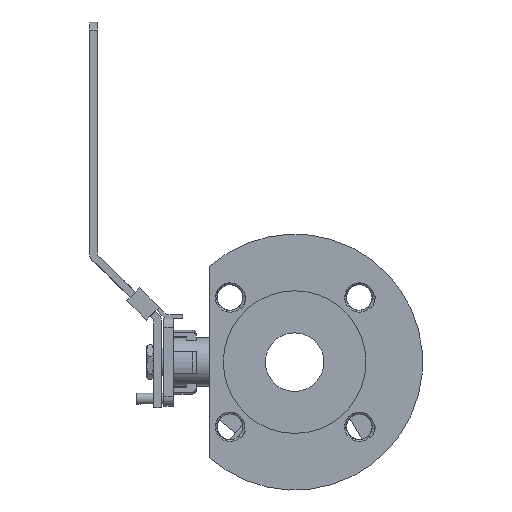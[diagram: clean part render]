
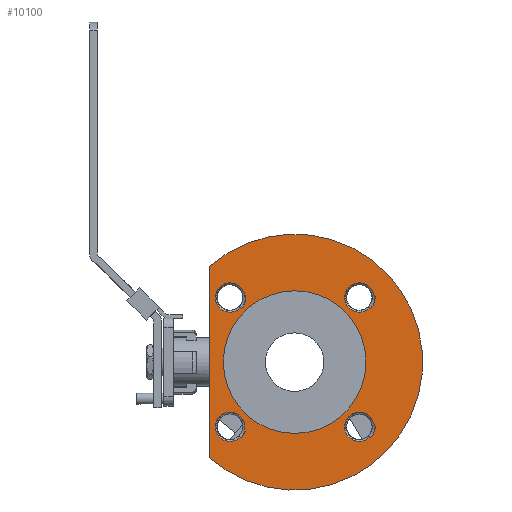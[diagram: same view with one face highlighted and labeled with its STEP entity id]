
A CAD part, left-side view. The second image highlights one B-rep face of the part: STEP entity #10100.
In plain terms, the highlighted planar face has unit normal (-1, 0, 0).
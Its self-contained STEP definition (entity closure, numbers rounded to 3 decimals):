
#818=CIRCLE('',#10665,8.);
#819=CIRCLE('',#10666,8.);
#820=CIRCLE('',#10667,39.);
#821=CIRCLE('',#10668,70.);
#822=CIRCLE('',#10669,8.);
#823=CIRCLE('',#10670,8.);
#1171=B_SPLINE_CURVE_WITH_KNOTS('',3,(#20882,#20883,#20884,#20885,#20886),
 .UNSPECIFIED.,.F.,.F.,(4,1,4),(0.,0.5,1.),.UNSPECIFIED.);
#1179=B_SPLINE_CURVE_WITH_KNOTS('',3,(#23643,#23644,#23645,#23646),
 .UNSPECIFIED.,.F.,.F.,(4,4),(0.,1.),.UNSPECIFIED.);
#1189=B_SPLINE_CURVE_WITH_KNOTS('',3,(#28295,#28296,#28297,#28298),
 .UNSPECIFIED.,.F.,.F.,(4,4),(0.,1.),.UNSPECIFIED.);
#1195=B_SPLINE_CURVE_WITH_KNOTS('',3,(#30226,#30227,#30228,#30229,#30230),
 .UNSPECIFIED.,.F.,.F.,(4,1,4),(0.,0.5,1.),.UNSPECIFIED.);
#1207=B_SPLINE_CURVE_WITH_KNOTS('',3,(#35254,#35255,#35256,#35257,#35258),
 .UNSPECIFIED.,.F.,.F.,(4,1,4),(0.,0.5,1.),.UNSPECIFIED.);
#1215=B_SPLINE_CURVE_WITH_KNOTS('',3,(#38018,#38019,#38020,#38021),
 .UNSPECIFIED.,.F.,.F.,(4,4),(0.,1.),.UNSPECIFIED.);
#1233=B_SPLINE_CURVE_WITH_KNOTS('',3,(#45441,#45442,#45443,#45444,#45445),
 .UNSPECIFIED.,.F.,.F.,(4,1,4),(0.,0.5,1.),.UNSPECIFIED.);
#2200=ORIENTED_EDGE('',*,*,#5136,.F.);
#2201=ORIENTED_EDGE('',*,*,#5093,.T.);
#2202=ORIENTED_EDGE('',*,*,#5434,.T.);
#2203=ORIENTED_EDGE('',*,*,#5094,.F.);
#2204=ORIENTED_EDGE('',*,*,#5322,.F.);
#2205=ORIENTED_EDGE('',*,*,#5279,.T.);
#2206=ORIENTED_EDGE('',*,*,#5435,.T.);
#2207=ORIENTED_EDGE('',*,*,#5280,.F.);
#2208=ORIENTED_EDGE('',*,*,#5436,.F.);
#2209=ORIENTED_EDGE('',*,*,#5437,.T.);
#2210=ORIENTED_EDGE('',*,*,#5438,.T.);
#2211=ORIENTED_EDGE('',*,*,#5415,.F.);
#2212=ORIENTED_EDGE('',*,*,#5375,.T.);
#2213=ORIENTED_EDGE('',*,*,#5439,.T.);
#2214=ORIENTED_EDGE('',*,*,#5187,.F.);
#2215=ORIENTED_EDGE('',*,*,#5186,.T.);
#2216=ORIENTED_EDGE('',*,*,#5440,.T.);
#2217=ORIENTED_EDGE('',*,*,#5211,.F.);
#5093=EDGE_CURVE('',#6733,#6735,#7898,.T.);
#5094=EDGE_CURVE('',#6736,#6737,#1171,.F.);
#5136=EDGE_CURVE('',#6733,#6736,#1179,.F.);
#5186=EDGE_CURVE('',#6820,#6822,#7903,.T.);
#5187=EDGE_CURVE('',#6820,#6823,#1189,.F.);
#5211=EDGE_CURVE('',#6823,#6845,#1195,.F.);
#5279=EDGE_CURVE('',#6907,#6909,#7908,.T.);
#5280=EDGE_CURVE('',#6910,#6911,#1207,.F.);
#5322=EDGE_CURVE('',#6907,#6910,#1215,.F.);
#5375=EDGE_CURVE('',#6996,#6999,#7913,.T.);
#5415=EDGE_CURVE('',#6996,#7038,#1233,.F.);
#5434=EDGE_CURVE('',#6735,#6737,#818,.T.);
#5435=EDGE_CURVE('',#6909,#6911,#819,.T.);
#5436=EDGE_CURVE('',#7048,#7048,#820,.T.);
#5437=EDGE_CURVE('',#7049,#7050,#7915,.T.);
#5438=EDGE_CURVE('',#7050,#7049,#821,.T.);
#5439=EDGE_CURVE('',#6999,#7038,#822,.T.);
#5440=EDGE_CURVE('',#6822,#6845,#823,.T.);
#6733=VERTEX_POINT('',#19873);
#6735=VERTEX_POINT('',#19876);
#6736=VERTEX_POINT('',#20887);
#6737=VERTEX_POINT('',#20888);
#6820=VERTEX_POINT('',#27342);
#6822=VERTEX_POINT('',#27345);
#6823=VERTEX_POINT('',#28299);
#6845=VERTEX_POINT('',#30231);
#6907=VERTEX_POINT('',#34253);
#6909=VERTEX_POINT('',#34256);
#6910=VERTEX_POINT('',#35259);
#6911=VERTEX_POINT('',#35260);
#6996=VERTEX_POINT('',#41787);
#6999=VERTEX_POINT('',#41792);
#7038=VERTEX_POINT('',#45446);
#7048=VERTEX_POINT('',#45577);
#7049=VERTEX_POINT('',#45579);
#7050=VERTEX_POINT('',#45580);
#7898=LINE('',#19877,#8405);
#7903=LINE('',#27346,#8410);
#7908=LINE('',#34257,#8415);
#7913=LINE('',#41793,#8420);
#7915=LINE('',#45578,#8422);
#8405=VECTOR('',#11501,1000.);
#8410=VECTOR('',#11514,1000.);
#8415=VECTOR('',#11527,1000.);
#8420=VECTOR('',#11540,1000.);
#8422=VECTOR('',#11588,1000.);
#8927=EDGE_LOOP('',(#2200,#2201,#2202,#2203));
#8928=EDGE_LOOP('',(#2204,#2205,#2206,#2207));
#8929=EDGE_LOOP('',(#2208));
#8930=EDGE_LOOP('',(#2209,#2210));
#8931=EDGE_LOOP('',(#2211,#2212,#2213));
#8932=EDGE_LOOP('',(#2214,#2215,#2216,#2217));
#9464=FACE_BOUND('',#8927,.T.);
#9465=FACE_BOUND('',#8928,.T.);
#9466=FACE_BOUND('',#8929,.T.);
#9467=FACE_BOUND('',#8930,.T.);
#9468=FACE_BOUND('',#8931,.T.);
#9469=FACE_BOUND('',#8932,.T.);
#9935=PLANE('',#10664);
#10100=ADVANCED_FACE('',(#9464,#9465,#9466,#9467,#9468,#9469),#9935,.T.);
#10664=AXIS2_PLACEMENT_3D('',#45573,#11580,#11581);
#10665=AXIS2_PLACEMENT_3D('',#45574,#11582,#11583);
#10666=AXIS2_PLACEMENT_3D('',#45575,#11584,#11585);
#10667=AXIS2_PLACEMENT_3D('',#45576,#11586,#11587);
#10668=AXIS2_PLACEMENT_3D('',#45581,#11589,#11590);
#10669=AXIS2_PLACEMENT_3D('',#45582,#11591,#11592);
#10670=AXIS2_PLACEMENT_3D('',#45583,#11593,#11594);
#11501=DIRECTION('',(0.,0.707,0.707));
#11514=DIRECTION('',(0.,0.707,0.707));
#11527=DIRECTION('',(0.,0.707,0.707));
#11540=DIRECTION('',(0.,0.707,0.707));
#11580=DIRECTION('',(-1.,0.,0.));
#11581=DIRECTION('',(0.,0.,1.));
#11582=DIRECTION('',(1.,0.,0.));
#11583=DIRECTION('',(0.,0.,1.));
#11584=DIRECTION('',(1.,0.,0.));
#11585=DIRECTION('',(0.,0.,1.));
#11586=DIRECTION('',(-1.,0.,0.));
#11587=DIRECTION('',(0.,0.,1.));
#11588=DIRECTION('',(0.,0.,-1.));
#11589=DIRECTION('',(-1.,0.,0.));
#11590=DIRECTION('',(0.,0.,1.));
#11591=DIRECTION('',(1.,0.,0.));
#11592=DIRECTION('',(0.,0.,1.));
#11593=DIRECTION('',(1.,0.,0.));
#11594=DIRECTION('',(0.,0.,1.));
#19873=CARTESIAN_POINT('',(-26.,-41.374,29.336));
#19876=CARTESIAN_POINT('',(-26.,-41.012,29.698));
#19877=CARTESIAN_POINT('',(-26.,-35.355,35.355));
#20882=CARTESIAN_POINT('',(-26.,-42.318,39.296));
#20883=CARTESIAN_POINT('',(-26.,-43.117,38.105));
#20884=CARTESIAN_POINT('',(-26.,-44.065,35.28));
#20885=CARTESIAN_POINT('',(-26.,-43.486,32.379));
#20886=CARTESIAN_POINT('',(-26.,-42.865,31.077));
#20887=CARTESIAN_POINT('',(-26.,-42.865,31.077));
#20888=CARTESIAN_POINT('',(-26.,-42.318,39.296));
#23643=CARTESIAN_POINT('',(-26.,-42.865,31.077));
#23644=CARTESIAN_POINT('',(-26.,-42.446,30.43));
#23645=CARTESIAN_POINT('',(-26.,-41.949,29.85));
#23646=CARTESIAN_POINT('',(-26.,-41.374,29.336));
#27342=CARTESIAN_POINT('',(-26.,-41.39,-41.39));
#27345=CARTESIAN_POINT('',(-26.,-41.012,-41.012));
#27346=CARTESIAN_POINT('',(-26.,0.,0.));
#28295=CARTESIAN_POINT('',(-26.,-42.616,-40.039));
#28296=CARTESIAN_POINT('',(-26.,-42.255,-40.532));
#28297=CARTESIAN_POINT('',(-26.,-41.846,-40.983));
#28298=CARTESIAN_POINT('',(-26.,-41.39,-41.39));
#28299=CARTESIAN_POINT('',(-26.,-42.616,-40.039));
#30226=CARTESIAN_POINT('',(-26.,-42.449,-31.656));
#30227=CARTESIAN_POINT('',(-26.,-43.221,-32.905));
#30228=CARTESIAN_POINT('',(-26.,-44.065,-35.822));
#30229=CARTESIAN_POINT('',(-26.,-43.324,-38.749));
#30230=CARTESIAN_POINT('',(-26.,-42.616,-40.039));
#30231=CARTESIAN_POINT('',(-26.,-42.449,-31.656));
#34253=CARTESIAN_POINT('',(-26.,29.316,29.316));
#34256=CARTESIAN_POINT('',(-26.,29.698,29.698));
#34257=CARTESIAN_POINT('',(-26.,0.,0.));
#35254=CARTESIAN_POINT('',(-26.,28.275,39.08));
#35255=CARTESIAN_POINT('',(-26.,27.491,37.823));
#35256=CARTESIAN_POINT('',(-26.,26.636,34.874));
#35257=CARTESIAN_POINT('',(-26.,27.398,31.92));
#35258=CARTESIAN_POINT('',(-26.,28.122,30.623));
#35259=CARTESIAN_POINT('',(-26.,28.122,30.623));
#35260=CARTESIAN_POINT('',(-26.,28.275,39.08));
#38018=CARTESIAN_POINT('',(-26.,28.122,30.623));
#38019=CARTESIAN_POINT('',(-26.,28.475,30.146));
#38020=CARTESIAN_POINT('',(-26.,28.873,29.711));
#38021=CARTESIAN_POINT('',(-26.,29.316,29.316));
#41787=CARTESIAN_POINT('',(-26.,29.315,-41.396));
#41792=CARTESIAN_POINT('',(-26.,29.698,-41.012));
#41793=CARTESIAN_POINT('',(-26.,35.355,-35.355));
#45441=CARTESIAN_POINT('',(-26.,27.686,-33.078));
#45442=CARTESIAN_POINT('',(-26.,27.172,-34.479));
#45443=CARTESIAN_POINT('',(-26.,26.958,-37.542));
#45444=CARTESIAN_POINT('',(-26.,28.322,-40.283));
#45445=CARTESIAN_POINT('',(-26.,29.315,-41.396));
#45446=CARTESIAN_POINT('',(-26.,27.686,-33.078));
#45573=CARTESIAN_POINT('',(-26.,0.,0.));
#45574=CARTESIAN_POINT('',(-26.,-35.355,35.355));
#45575=CARTESIAN_POINT('',(-26.,35.355,35.355));
#45576=CARTESIAN_POINT('',(-26.,0.,0.));
#45577=CARTESIAN_POINT('',(-26.,0.,39.));
#45578=CARTESIAN_POINT('',(-26.,46.5,-52.324));
#45579=CARTESIAN_POINT('',(-26.,46.5,52.324));
#45580=CARTESIAN_POINT('',(-26.,46.5,-52.324));
#45581=CARTESIAN_POINT('',(-26.,0.,0.));
#45582=CARTESIAN_POINT('',(-26.,35.355,-35.355));
#45583=CARTESIAN_POINT('',(-26.,-35.355,-35.355));
